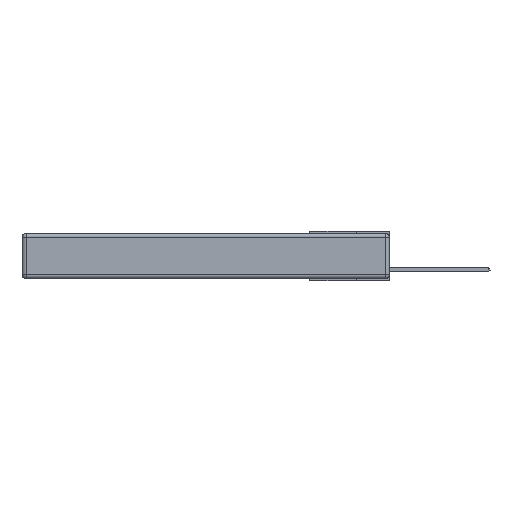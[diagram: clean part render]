
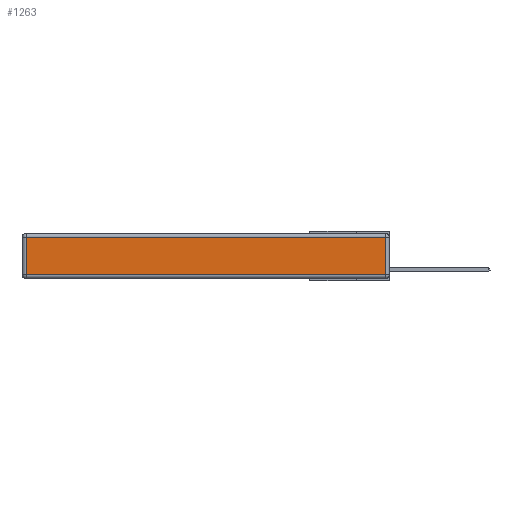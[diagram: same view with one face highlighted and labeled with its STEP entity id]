
A CAD part, left-side view. The second image highlights one B-rep face of the part: STEP entity #1263.
In plain terms, the highlighted planar face has unit normal (-1, 0, 0).
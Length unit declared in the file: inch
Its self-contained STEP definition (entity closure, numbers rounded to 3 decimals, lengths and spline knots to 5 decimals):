
#901 = CARTESIAN_POINT ( 'NONE',  ( 0., 2.72, -0.313 ) ) ;
#1011 = DIRECTION ( 'NONE',  ( 0., 0., 1. ) ) ;
#1263 = ADVANCED_FACE ( 'NONE', ( #18868 ), #22961, .T. ) ;
#1324 = EDGE_CURVE ( 'NONE', #20073, #13099, #16082, .T. ) ;
#1493 = CARTESIAN_POINT ( 'NONE',  ( 0., 0.03, -0.343 ) ) ;
#2982 = DIRECTION ( 'NONE',  ( 0., -1., 0. ) ) ;
#3665 = CARTESIAN_POINT ( 'NONE',  ( 0., 0.03, -0.313 ) ) ;
#4246 = CARTESIAN_POINT ( 'NONE',  ( 0., 2.72, -0.03 ) ) ;
#4322 = ORIENTED_EDGE ( 'NONE', *, *, #1324, .T. ) ;
#5255 = ORIENTED_EDGE ( 'NONE', *, *, #20641, .T. ) ;
#6100 = EDGE_CURVE ( 'NONE', #13099, #16373, #9223, .T. ) ;
#6751 = CARTESIAN_POINT ( 'NONE',  ( 0., 0.03, -0.03 ) ) ;
#8087 = VECTOR ( 'NONE', #15892, 39.37008 ) ;
#8208 = DIRECTION ( 'NONE',  ( -1., 0., 0. ) ) ;
#9223 = LINE ( 'NONE', #14067, #8087 ) ;
#9579 = VECTOR ( 'NONE', #10944, 39.37008 ) ;
#10488 = CARTESIAN_POINT ( 'NONE',  ( 0., 0., -0.313 ) ) ;
#10507 = ORIENTED_EDGE ( 'NONE', *, *, #6100, .T. ) ;
#10944 = DIRECTION ( 'NONE',  ( 0., 0., -1. ) ) ;
#11512 = VECTOR ( 'NONE', #21469, 39.37008 ) ;
#13099 = VERTEX_POINT ( 'NONE', #6751 ) ;
#13117 = EDGE_LOOP ( 'NONE', ( #22601, #4322, #10507, #5255 ) ) ;
#14067 = CARTESIAN_POINT ( 'NONE',  ( 0., 2.75, -0.03 ) ) ;
#15892 = DIRECTION ( 'NONE',  ( 0., 1., 0. ) ) ;
#16082 = LINE ( 'NONE', #1493, #11512 ) ;
#16373 = VERTEX_POINT ( 'NONE', #4246 ) ;
#16892 = AXIS2_PLACEMENT_3D ( 'NONE', #17346, #8208, #1011 ) ;
#17049 = VERTEX_POINT ( 'NONE', #901 ) ;
#17346 = CARTESIAN_POINT ( 'NONE',  ( 0., 0., -0.343 ) ) ;
#18242 = EDGE_CURVE ( 'NONE', #17049, #20073, #20217, .T. ) ;
#18539 = VECTOR ( 'NONE', #2982, 39.37008 ) ;
#18868 = FACE_OUTER_BOUND ( 'NONE', #13117, .T. ) ;
#19791 = LINE ( 'NONE', #19876, #9579 ) ;
#19876 = CARTESIAN_POINT ( 'NONE',  ( 0., 2.72, -0.343 ) ) ;
#20073 = VERTEX_POINT ( 'NONE', #3665 ) ;
#20217 = LINE ( 'NONE', #10488, #18539 ) ;
#20641 = EDGE_CURVE ( 'NONE', #16373, #17049, #19791, .T. ) ;
#21469 = DIRECTION ( 'NONE',  ( 0., 0., 1. ) ) ;
#22601 = ORIENTED_EDGE ( 'NONE', *, *, #18242, .T. ) ;
#22961 = PLANE ( 'NONE',  #16892 ) ;
